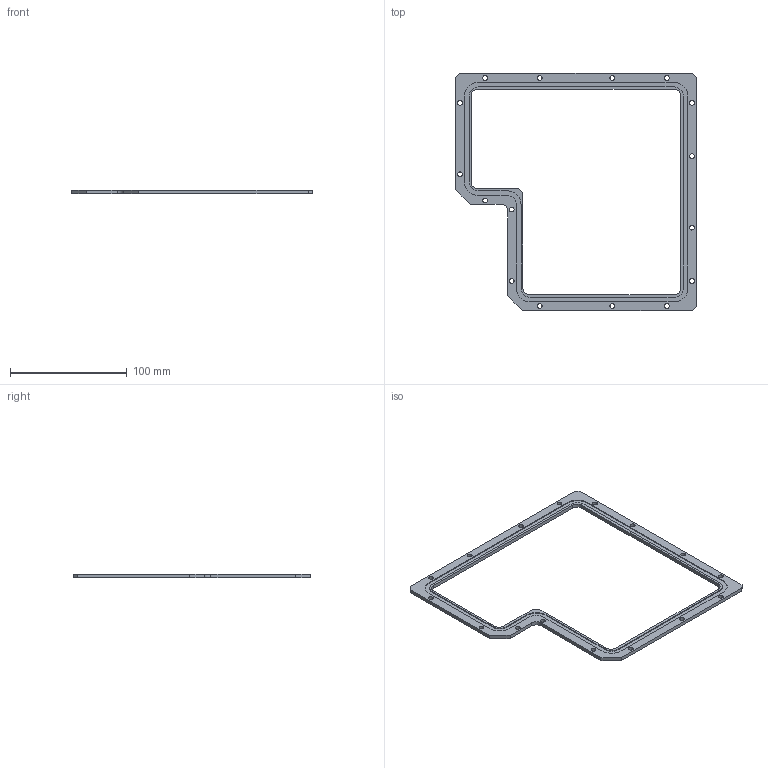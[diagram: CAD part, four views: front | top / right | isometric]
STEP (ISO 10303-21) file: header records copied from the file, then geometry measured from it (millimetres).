
FILE_DESCRIPTION (( 'STEP AP214' ), '1' );
FILE_NAME ('1006349-.STEP', '2020-09-08T14:10:59', ( '' ), ( '' ), 'SwSTEP 2.0', 'SolidWorks 2019', '' );
FILE_SCHEMA (( 'AUTOMOTIVE_DESIGN' ));
Length unit declared in the file: inch
Products named in the file (1): 1006349-
Bounding box: 206.35 x 203.07 x 3.17 mm (x, y, z)
Volume: 27120.6 mm3; surface area: 27397.2 mm2
Topology: 1 solids, 1 shells, 110 faces, 312 edges, 208 vertices
Faces by surface type: cylinder 62, plane 48
Entity records: 3728 total; most frequent: DIRECTION 658, CARTESIAN_POINT 631, ORIENTED_EDGE 624, EDGE_CURVE 312, AXIS2_PLACEMENT_3D 235, VERTEX_POINT 208, LINE 188, VECTOR 188
